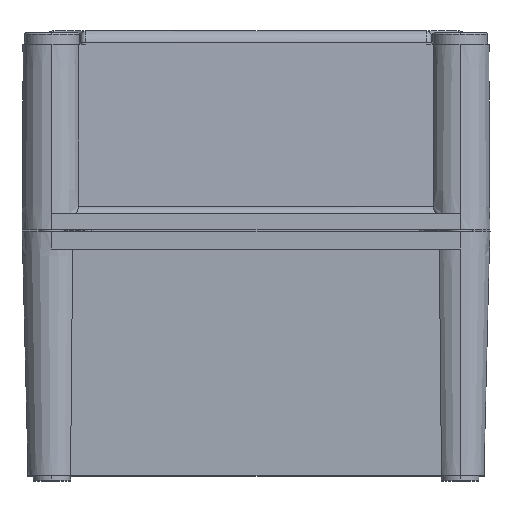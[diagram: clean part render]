
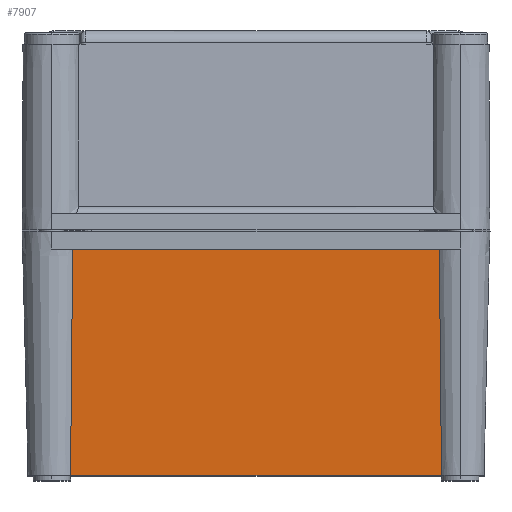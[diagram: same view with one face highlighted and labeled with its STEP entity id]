
A CAD part, top view. The second image highlights one B-rep face of the part: STEP entity #7907.
In plain terms, the highlighted planar face has unit normal (0, -0.026, 1).
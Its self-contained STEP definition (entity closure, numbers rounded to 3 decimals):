
#648 = DIRECTION ( 'NONE',  ( 0., -0.026, 1. ) ) ;
#926 = VERTEX_POINT ( 'NONE', #3903 ) ;
#1284 =( BOUNDED_CURVE ( )  B_SPLINE_CURVE ( 3, ( #10872, #15091, #16951, #12825 ),
 .UNSPECIFIED., .F., .F. ) 
 B_SPLINE_CURVE_WITH_KNOTS ( ( 4, 4 ),
 ( 2.296, 2.404 ),
 .UNSPECIFIED. ) 
 CURVE ( )  GEOMETRIC_REPRESENTATION_ITEM ( )  RATIONAL_B_SPLINE_CURVE ( ( 1., 0.999, 0.999, 1. ) ) 
 REPRESENTATION_ITEM ( '' )  );
#1846 = EDGE_LOOP ( 'NONE', ( #19964, #1925, #12190, #22151 ) ) ;
#1925 = ORIENTED_EDGE ( 'NONE', *, *, #22309, .F. ) ;
#2067 = CARTESIAN_POINT ( 'NONE',  ( -81., 0., 133. ) ) ;
#2080 = LINE ( 'NONE', #2067, #3216 ) ;
#2576 = DIRECTION ( 'NONE',  ( 1., 0., 0. ) ) ;
#3216 = VECTOR ( 'NONE', #2576, 1000. ) ;
#3903 = CARTESIAN_POINT ( 'NONE',  ( -73.656, 90.8, 135.378 ) ) ;
#5467 = EDGE_CURVE ( 'NONE', #926, #17350, #22662, .T. ) ;
#5499 = CARTESIAN_POINT ( 'NONE',  ( 73.656, 90.8, 135.378 ) ) ;
#6272 = FACE_OUTER_BOUND ( 'NONE', #1846, .T. ) ;
#7907 = ADVANCED_FACE ( 'NONE', ( #6272 ), #15812, .T. ) ;
#8555 = EDGE_CURVE ( 'NONE', #17350, #21223, #1284, .T. ) ;
#10872 = CARTESIAN_POINT ( 'NONE',  ( 73.656, 90.8, 135.378 ) ) ;
#11914 =( BOUNDED_CURVE ( )  B_SPLINE_CURVE ( 3, ( #15554, #17608, #15236, #17116 ),
 .UNSPECIFIED., .F., .F. ) 
 B_SPLINE_CURVE_WITH_KNOTS ( ( 4, 4 ),
 ( 3.879, 3.987 ),
 .UNSPECIFIED. ) 
 CURVE ( )  GEOMETRIC_REPRESENTATION_ITEM ( )  RATIONAL_B_SPLINE_CURVE ( ( 1., 0.999, 0.999, 1. ) ) 
 REPRESENTATION_ITEM ( '' )  );
#12190 = ORIENTED_EDGE ( 'NONE', *, *, #13188, .T. ) ;
#12825 = CARTESIAN_POINT ( 'NONE',  ( 74.5, 0., 133. ) ) ;
#12977 = CARTESIAN_POINT ( 'NONE',  ( -74.5, 0., 133. ) ) ;
#13188 = EDGE_CURVE ( 'NONE', #23539, #21223, #2080, .T. ) ;
#13743 = DIRECTION ( 'NONE',  ( 0., -1., -0.026 ) ) ;
#14668 = VECTOR ( 'NONE', #21476, 1000. ) ;
#15091 = CARTESIAN_POINT ( 'NONE',  ( 73.922, 58.937, 134.543 ) ) ;
#15236 = CARTESIAN_POINT ( 'NONE',  ( -73.922, 58.937, 134.543 ) ) ;
#15554 = CARTESIAN_POINT ( 'NONE',  ( -74.5, 0., 133. ) ) ;
#15812 = PLANE ( 'NONE',  #21545 ) ;
#16951 = CARTESIAN_POINT ( 'NONE',  ( 74.203, 28.641, 133.75 ) ) ;
#17116 = CARTESIAN_POINT ( 'NONE',  ( -73.656, 90.8, 135.378 ) ) ;
#17350 = VERTEX_POINT ( 'NONE', #5499 ) ;
#17608 = CARTESIAN_POINT ( 'NONE',  ( -74.203, 28.641, 133.75 ) ) ;
#17669 = CARTESIAN_POINT ( 'NONE',  ( 74.5, 0., 133. ) ) ;
#17714 = CARTESIAN_POINT ( 'NONE',  ( -81., 0., 133. ) ) ;
#18702 = CARTESIAN_POINT ( 'NONE',  ( -81., 90.8, 135.378 ) ) ;
#19964 = ORIENTED_EDGE ( 'NONE', *, *, #5467, .F. ) ;
#21223 = VERTEX_POINT ( 'NONE', #17669 ) ;
#21476 = DIRECTION ( 'NONE',  ( 1., 0., 0. ) ) ;
#21545 = AXIS2_PLACEMENT_3D ( 'NONE', #17714, #648, #13743 ) ;
#22151 = ORIENTED_EDGE ( 'NONE', *, *, #8555, .F. ) ;
#22309 = EDGE_CURVE ( 'NONE', #23539, #926, #11914, .T. ) ;
#22662 = LINE ( 'NONE', #18702, #14668 ) ;
#23539 = VERTEX_POINT ( 'NONE', #12977 ) ;
